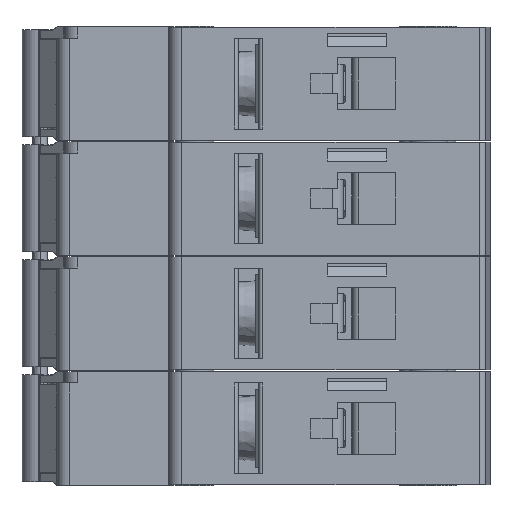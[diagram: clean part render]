
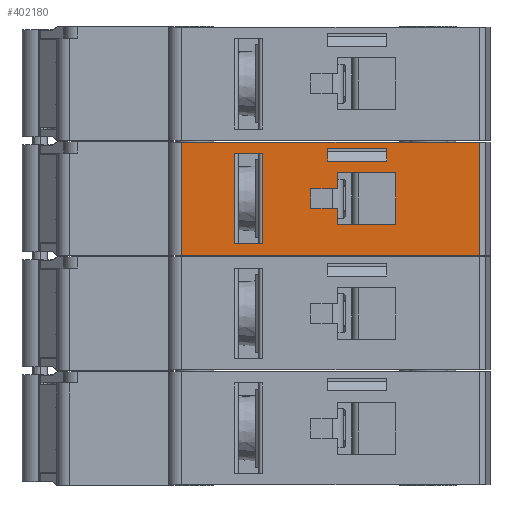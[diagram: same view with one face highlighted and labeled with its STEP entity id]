
A CAD part, left-side view. The second image highlights one B-rep face of the part: STEP entity #402180.
In plain terms, the highlighted planar face has unit normal (-1, 0, 0).
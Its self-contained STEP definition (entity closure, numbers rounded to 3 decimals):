
#275770=CARTESIAN_POINT('',(0.,47.5,-9.)
);
#275780=VERTEX_POINT('',#275770);
#275810=CARTESIAN_POINT('',(0.,47.5,-26.7)
);
#275820=DIRECTION('',(0.,0.,-1.));
#275830=VECTOR('',#275820,1.);
#275840=LINE('',#275810,#275830);
#275850=CARTESIAN_POINT('',(0.,47.5,-26.4));
#275860=VERTEX_POINT('',#275850);
#275870=EDGE_CURVE('',#275780,#275860,#275840,.T.);
#299300=CARTESIAN_POINT('',(0.,1.621,
-9.));
#299310=VERTEX_POINT('',#299300);
#299340=CARTESIAN_POINT('',(0.,0.,-9.))
;
#299350=DIRECTION('',(0.,1.,0.));
#299360=VECTOR('',#299350,1.);
#299370=LINE('',#299340,#299360);
#299380=EDGE_CURVE('',#299310,#275780,#299370,.T.);
#316920=CARTESIAN_POINT('',(0.,0.,-26.4));
#316930=DIRECTION('',(0.,-1.,0.));
#316940=VECTOR('',#316930,1.);
#316950=LINE('',#316920,#316940);
#316960=CARTESIAN_POINT('',(0.,1.621,-26.4
));
#316970=VERTEX_POINT('',#316960);
#316980=EDGE_CURVE('',#275860,#316970,#316950,.T.);
#387620=CARTESIAN_POINT('',(0.,1.621,-17.7
));
#387630=DIRECTION('',(0.,0.,1.));
#387640=VECTOR('',#387630,1.);
#387650=LINE('',#387620,#387640);
#387660=EDGE_CURVE('',#316970,#299310,#387650,.T.);
#400730=CARTESIAN_POINT('',(0.,17.24,
-16.68));
#400740=DIRECTION('',(1.,0.,0.));
#400750=DIRECTION('',(0.,-1.,0.));
#400760=AXIS2_PLACEMENT_3D('',#400730,#400740,#400750);
#400770=PLANE('',#400760);
#400780=CARTESIAN_POINT('',(0.,64.838,
-19.2));
#400790=DIRECTION('',(0.,-1.,0.));
#400800=VECTOR('',#400790,1.);
#400810=LINE('',#400780,#400800);
#400820=CARTESIAN_POINT('',(0.,27.6,-19.2))
;
#400830=VERTEX_POINT('',#400820);
#400840=CARTESIAN_POINT('',(0.,23.5,-19.2))
;
#400850=VERTEX_POINT('',#400840);
#400860=EDGE_CURVE('',#400830,#400850,#400810,.T.);
#400870=ORIENTED_EDGE('',*,*,#400860,.F.);
#400880=CARTESIAN_POINT('',(0.,23.5,-26.4)
);
#400890=DIRECTION('',(0.,0.,1.));
#400900=VECTOR('',#400890,1.);
#400910=LINE('',#400880,#400900);
#400920=CARTESIAN_POINT('',(0.,23.5,-21.7))
;
#400930=VERTEX_POINT('',#400920);
#400940=EDGE_CURVE('',#400930,#400850,#400910,.T.);
#400950=ORIENTED_EDGE('',*,*,#400940,.T.);
#400960=CARTESIAN_POINT('',(0.,64.838,
-21.7));
#400970=DIRECTION('',(0.,-1.,0.));
#400980=VECTOR('',#400970,1.);
#400990=LINE('',#400960,#400980);
#401000=CARTESIAN_POINT('',(0.,14.5,-21.7))
;
#401010=VERTEX_POINT('',#401000);
#401020=EDGE_CURVE('',#400930,#401010,#400990,.T.);
#401030=ORIENTED_EDGE('',*,*,#401020,.F.);
#401040=CARTESIAN_POINT('',(0.,14.5,-9.)
);
#401050=DIRECTION('',(0.,0.,-1.));
#401060=VECTOR('',#401050,1.);
#401070=LINE('',#401040,#401060);
#401080=CARTESIAN_POINT('',(0.,14.5,-13.7))
;
#401090=VERTEX_POINT('',#401080);
#401100=EDGE_CURVE('',#401090,#401010,#401070,.T.);
#401110=ORIENTED_EDGE('',*,*,#401100,.T.);
#401120=CARTESIAN_POINT('',(0.,64.838,
-13.7));
#401130=DIRECTION('',(0.,-1.,0.));
#401140=VECTOR('',#401130,1.);
#401150=LINE('',#401120,#401140);
#401160=CARTESIAN_POINT('',(0.,23.5,-13.7))
;
#401170=VERTEX_POINT('',#401160);
#401180=EDGE_CURVE('',#401170,#401090,#401150,.T.);
#401190=ORIENTED_EDGE('',*,*,#401180,.T.);
#401200=CARTESIAN_POINT('',(0.,23.5,-9.)
);
#401210=DIRECTION('',(0.,0.,-1.));
#401220=VECTOR('',#401210,1.);
#401230=LINE('',#401200,#401220);
#401240=CARTESIAN_POINT('',(0.,23.5,-16.2))
;
#401250=VERTEX_POINT('',#401240);
#401260=EDGE_CURVE('',#401170,#401250,#401230,.T.);
#401270=ORIENTED_EDGE('',*,*,#401260,.F.);
#401280=CARTESIAN_POINT('',(0.,64.838,
-16.2));
#401290=DIRECTION('',(0.,-1.,0.));
#401300=VECTOR('',#401290,1.);
#401310=LINE('',#401280,#401300);
#401320=CARTESIAN_POINT('',(0.,27.6,-16.2))
;
#401330=VERTEX_POINT('',#401320);
#401340=EDGE_CURVE('',#401330,#401250,#401310,.T.);
#401350=ORIENTED_EDGE('',*,*,#401340,.T.);
#401360=CARTESIAN_POINT('',(0.,27.6,-9.))
;
#401370=DIRECTION('',(0.,0.,1.));
#401380=VECTOR('',#401370,1.);
#401390=LINE('',#401360,#401380);
#401400=EDGE_CURVE('',#400830,#401330,#401390,.T.);
#401410=ORIENTED_EDGE('',*,*,#401400,.T.);
#401420=EDGE_LOOP('',(#401410,#401350,#401270,#401190,#401110,#401030,
#400950,#400870));
#401430=FACE_BOUND('',#401420,.T.);
#401440=CARTESIAN_POINT('',(0.,64.938,
-10.7));
#401450=DIRECTION('',(0.,-1.,0.));
#401460=VECTOR('',#401450,1.);
#401470=LINE('',#401440,#401460);
#401480=CARTESIAN_POINT('',(0.,39.3,
-10.7));
#401490=VERTEX_POINT('',#401480);
#401500=CARTESIAN_POINT('',(0.,35.1,-10.7));
#401510=VERTEX_POINT('',#401500);
#401520=EDGE_CURVE('',#401490,#401510,#401470,.T.);
#401530=ORIENTED_EDGE('',*,*,#401520,.T.);
#401540=CARTESIAN_POINT('',(0.,39.3,
-17.7));
#401550=DIRECTION('',(0.,0.,-1.));
#401560=VECTOR('',#401550,1.);
#401570=LINE('',#401540,#401560);
#401580=CARTESIAN_POINT('',(0.,39.3,
-24.7));
#401590=VERTEX_POINT('',#401580);
#401600=EDGE_CURVE('',#401490,#401590,#401570,.T.);
#401610=ORIENTED_EDGE('',*,*,#401600,.F.);
#401620=CARTESIAN_POINT('',(0.,0.1,-24.7));
#401630=DIRECTION('',(0.,-1.,0.));
#401640=VECTOR('',#401630,1.);
#401650=LINE('',#401620,#401640);
#401660=CARTESIAN_POINT('',(0.,35.1,-24.7));
#401670=VERTEX_POINT('',#401660);
#401680=EDGE_CURVE('',#401590,#401670,#401650,.T.);
#401690=ORIENTED_EDGE('',*,*,#401680,.F.);
#401700=CARTESIAN_POINT('',(0.,35.1,-17.7));
#401710=DIRECTION('',(0.,0.,1.));
#401720=VECTOR('',#401710,1.);
#401730=LINE('',#401700,#401720);
#401740=EDGE_CURVE('',#401670,#401510,#401730,.T.);
#401750=ORIENTED_EDGE('',*,*,#401740,.F.);
#401760=EDGE_LOOP('',(#401750,#401690,#401610,#401530));
#401770=FACE_BOUND('',#401760,.T.);
#401780=CARTESIAN_POINT('',(0.,15.9,-9.)
);
#401790=DIRECTION('',(0.,0.,1.));
#401800=VECTOR('',#401790,1.);
#401810=LINE('',#401780,#401800);
#401820=CARTESIAN_POINT('',(0.,15.9,-11.93))
;
#401830=VERTEX_POINT('',#401820);
#401840=CARTESIAN_POINT('',(0.,15.9,-10.))
;
#401850=VERTEX_POINT('',#401840);
#401860=EDGE_CURVE('',#401830,#401850,#401810,.T.);
#401870=ORIENTED_EDGE('',*,*,#401860,.F.);
#401880=CARTESIAN_POINT('',(0.,64.838,
-10.));
#401890=DIRECTION('',(0.,-1.,0.));
#401900=VECTOR('',#401890,1.);
#401910=LINE('',#401880,#401900);
#401920=CARTESIAN_POINT('',(0.,25.,-10.));
#401930=VERTEX_POINT('',#401920);
#401940=EDGE_CURVE('',#401930,#401850,#401910,.T.);
#401950=ORIENTED_EDGE('',*,*,#401940,.T.);
#401960=CARTESIAN_POINT('',(0.,25.,-9.))
;
#401970=DIRECTION('',(0.,0.,1.));
#401980=VECTOR('',#401970,1.);
#401990=LINE('',#401960,#401980);
#402000=CARTESIAN_POINT('',(0.,25.,-11.93));
#402010=VERTEX_POINT('',#402000);
#402020=EDGE_CURVE('',#402010,#401930,#401990,.T.);
#402030=ORIENTED_EDGE('',*,*,#402020,.T.);
#402040=CARTESIAN_POINT('',(0.,64.838,
-11.93));
#402050=DIRECTION('',(0.,1.,0.));
#402060=VECTOR('',#402050,1.);
#402070=LINE('',#402040,#402060);
#402080=EDGE_CURVE('',#401830,#402010,#402070,.T.);
#402090=ORIENTED_EDGE('',*,*,#402080,.T.);
#402100=EDGE_LOOP('',(#402090,#402030,#401950,#401870));
#402110=FACE_BOUND('',#402100,.T.);
#402120=ORIENTED_EDGE('',*,*,#275870,.T.);
#402130=ORIENTED_EDGE('',*,*,#299380,.T.);
#402140=ORIENTED_EDGE('',*,*,#387660,.T.);
#402150=ORIENTED_EDGE('',*,*,#316980,.T.);
#402160=EDGE_LOOP('',(#402150,#402140,#402130,#402120));
#402170=FACE_OUTER_BOUND('',#402160,.T.);
#402180=ADVANCED_FACE('',(#401430,#401770,#402110,#402170),#400770,.F.);
